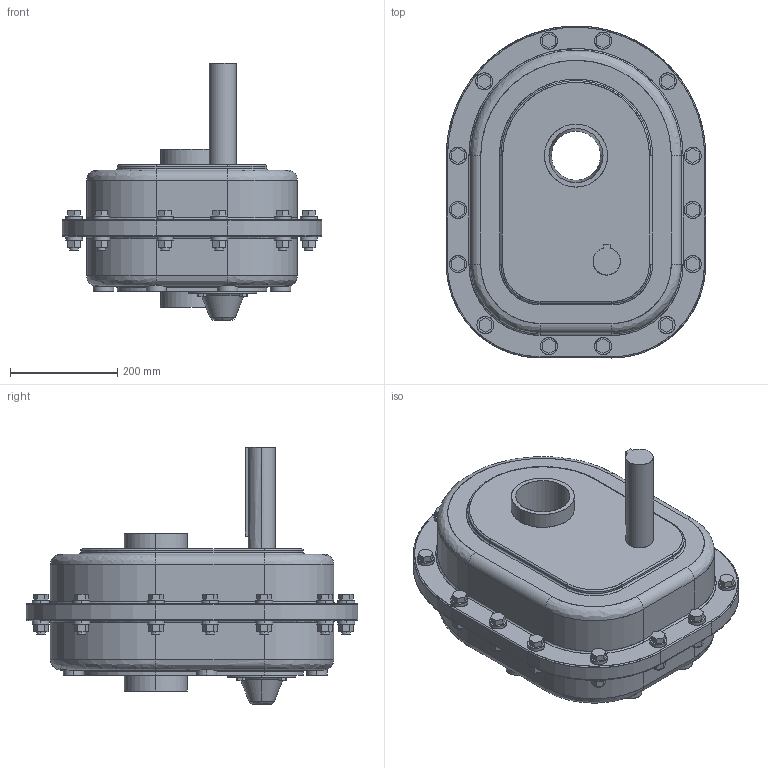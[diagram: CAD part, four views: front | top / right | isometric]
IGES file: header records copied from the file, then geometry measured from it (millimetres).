
Start section: SolidWorks IGES file using analytic representation for surfaces
Global section: file name: SMDEFAU07281353266101.igs; native system: SolidWorks 2005 by SolidWorks Corporation; preprocessor: SolidWorks 2005 by SolidWorks Corporation; author: partstream; date: 050728.135334; units: inch
Bounding box: 483.62 x 619 x 479.3 mm (x, y, z)
Surface area: 1047941.6 mm2 (no closed solid volume)
Topology: 0 solids, 0 shells, 485 faces, 8609 edges, 8609 vertices
Faces by surface type: bspline 333, revolution 152
